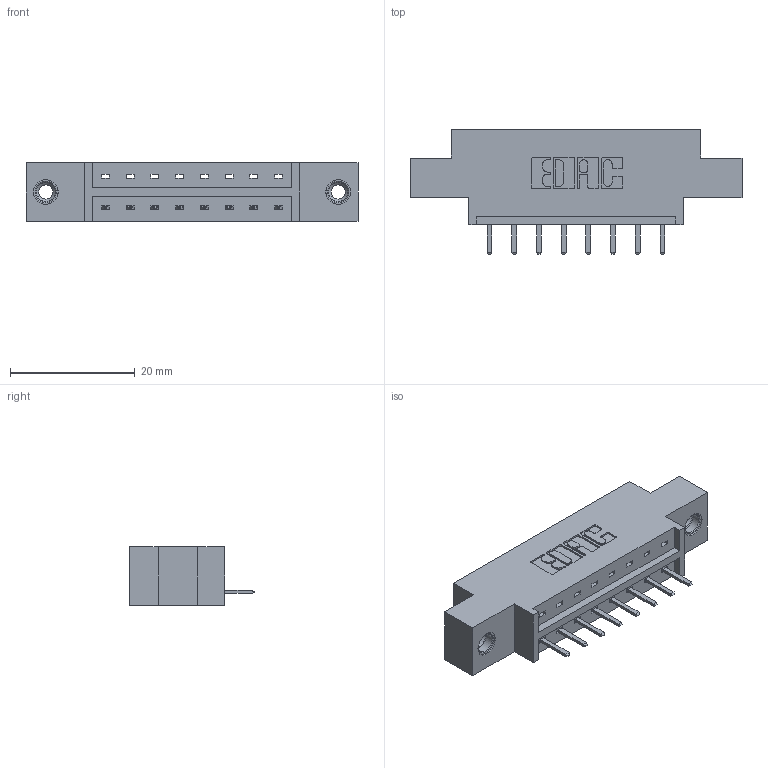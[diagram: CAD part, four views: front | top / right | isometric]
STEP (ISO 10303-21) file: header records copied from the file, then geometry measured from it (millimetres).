
FILE_DESCRIPTION (( 'STEP AP203' ), '1' );
FILE_NAME ('833-008-520-608.STEP', '2020-05-30T15:44:51', ( '' ), ( '' ), 'SwSTEP 2.0', 'SolidWorks 2020', '' );
FILE_SCHEMA (( 'CONFIG_CONTROL_DESIGN' ));
Length unit declared in the file: inch
Products named in the file (4): 345-292-001_345-293-120; 833 Part_Offset - .156 Dia - TI; 833-008-520-608; 345-250-001_345-250-003-102
Assembly tree (11 placements, depth 2):
  833-008-520-608
    833 Part_Offset - .156 Dia - TI
    345-292-001_345-293-120  x8
    345-250-001_345-250-003-102  x2
Bounding box: 53.24 x 20.02 x 9.4 mm (x, y, z)
Volume: 4807.6 mm3; surface area: 5122.2 mm2
Topology: 11 solids, 11 shells, 674 faces, 1931 edges, 1258 vertices
Faces by surface type: plane 458, cylinder 200, cone 12, torus 4
Entity records: 10720 total; most frequent: CARTESIAN_POINT 1849, ORIENTED_EDGE 1774, DIRECTION 1649, EDGE_CURVE 887, LINE 735, VECTOR 735, VERTEX_POINT 584, AXIS2_PLACEMENT_3D 457
